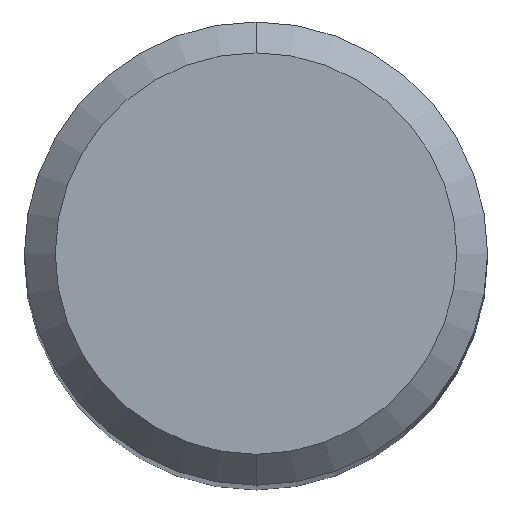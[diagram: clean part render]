
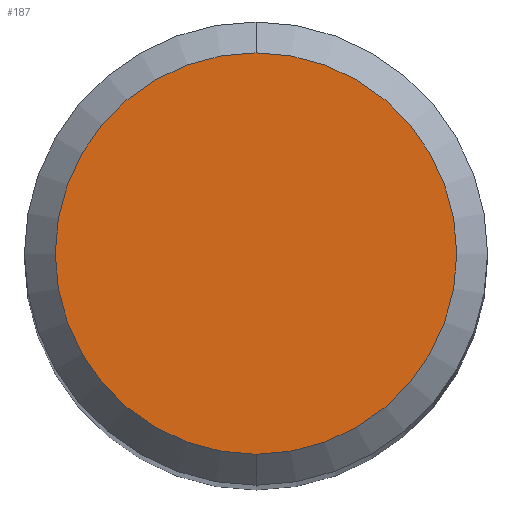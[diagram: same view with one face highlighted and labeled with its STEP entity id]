
A CAD part, top view. The second image highlights one B-rep face of the part: STEP entity #187.
In plain terms, the highlighted planar face has unit normal (0, 0, 1).
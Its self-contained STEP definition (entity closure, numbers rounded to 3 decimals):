
#187=ADVANCED_FACE('',(#497),#498,.T.);
#207=VERTEX_POINT('',#521);
#229=VERTEX_POINT('',#545);
#257=EDGE_CURVE('',#229,#207,#577,.T.);
#461=EDGE_CURVE('',#207,#229,#797,.T.);
#497=FACE_OUTER_BOUND('',#855,.T.);
#498=PLANE('',#856);
#521=CARTESIAN_POINT('',(0.0,2.6,0.0));
#545=CARTESIAN_POINT('',(0.,-2.6,0.0));
#577=CIRCLE('',#963,2.6);
#797=CIRCLE('',#1440,2.6);
#855=EDGE_LOOP('',(#1472,#1473));
#856=AXIS2_PLACEMENT_3D('',#1474,#1475,#1476);
#963=AXIS2_PLACEMENT_3D('',#1568,#1569,#1570);
#1440=AXIS2_PLACEMENT_3D('',#1794,#1795,#1796);
#1472=ORIENTED_EDGE('',*,*,#461,.F.);
#1473=ORIENTED_EDGE('',*,*,#257,.F.);
#1474=CARTESIAN_POINT('',(0.0,1.3,0.0));
#1475=DIRECTION('',(-0.0,0.0,1.0));
#1476=DIRECTION('',(0.0,-1.0,0.0));
#1568=CARTESIAN_POINT('',(0.0,0.0,0.0));
#1569=DIRECTION('',(0.0,0.0,-1.0));
#1570=DIRECTION('',(0.0,1.0,0.0));
#1794=CARTESIAN_POINT('',(0.0,0.0,0.0));
#1795=DIRECTION('',(0.0,0.0,-1.0));
#1796=DIRECTION('',(0.0,1.0,0.0));
